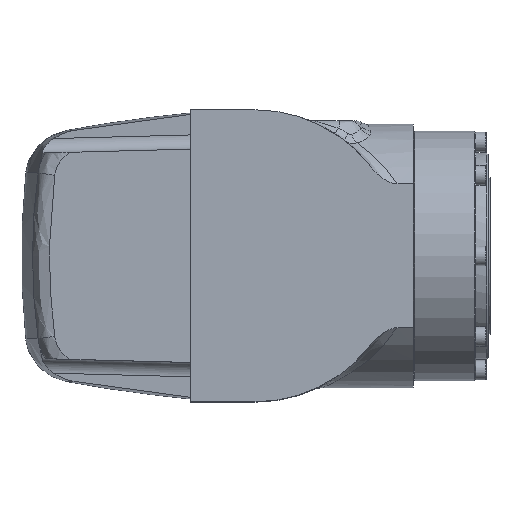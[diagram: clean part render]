
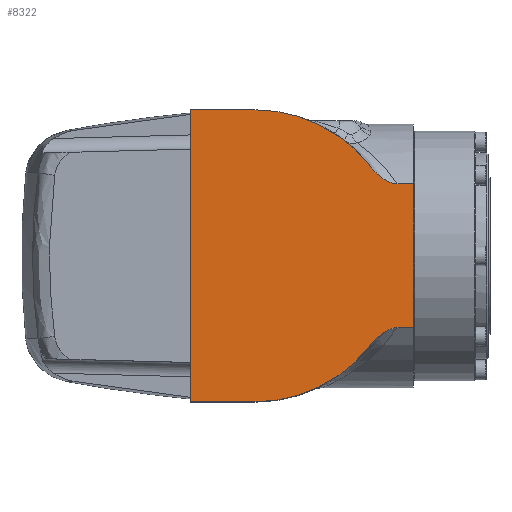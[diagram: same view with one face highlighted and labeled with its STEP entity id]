
A CAD part, top view. The second image highlights one B-rep face of the part: STEP entity #8322.
In plain terms, the highlighted planar face has unit normal (0, 0, 1).
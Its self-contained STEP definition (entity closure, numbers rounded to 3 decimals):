
#582 = DIRECTION ( 'NONE',  ( -1., 0., 0. ) ) ;
#614 = CARTESIAN_POINT ( 'NONE',  ( 0., 41., 31. ) ) ;
#658 = VECTOR ( 'NONE', #7591, 1000. ) ;
#693 = CARTESIAN_POINT ( 'NONE',  ( 44.5, 20.199, 31. ) ) ;
#781 = LINE ( 'NONE', #7620, #910 ) ;
#822 = VERTEX_POINT ( 'NONE', #10569 ) ;
#910 = VECTOR ( 'NONE', #9605, 1000. ) ;
#1099 = VECTOR ( 'NONE', #7535, 1000. ) ;
#1128 = LINE ( 'NONE', #7554, #1099 ) ;
#1162 = EDGE_CURVE ( 'NONE', #4520, #13229, #1128, .T. ) ;
#1259 = ORIENTED_EDGE ( 'NONE', *, *, #10659, .T. ) ;
#1272 = EDGE_CURVE ( 'NONE', #6550, #4520, #781, .T. ) ;
#1508 = ORIENTED_EDGE ( 'NONE', *, *, #8435, .T. ) ;
#1527 = ORIENTED_EDGE ( 'NONE', *, *, #12040, .T. ) ;
#1573 = AXIS2_PLACEMENT_3D ( 'NONE', #5581, #5579, #5560 ) ;
#1782 = DIRECTION ( 'NONE',  ( -1., 0., 0. ) ) ;
#1797 = DIRECTION ( 'NONE',  ( 0., 0., 1. ) ) ;
#1819 = CARTESIAN_POINT ( 'NONE',  ( 0., 0., 31. ) ) ;
#2595 = DIRECTION ( 'NONE',  ( 1., 0., 0. ) ) ;
#2609 = DIRECTION ( 'NONE',  ( 0., 0., 1. ) ) ;
#2702 = CARTESIAN_POINT ( 'NONE',  ( 0., 0., 31. ) ) ;
#2813 = PLANE ( 'NONE',  #4432 ) ;
#2941 = LINE ( 'NONE', #614, #10012 ) ;
#2995 = VECTOR ( 'NONE', #4334, 1000. ) ;
#3023 = EDGE_CURVE ( 'NONE', #13229, #11655, #3160, .T. ) ;
#3160 = LINE ( 'NONE', #4387, #2995 ) ;
#3329 = EDGE_CURVE ( 'NONE', #5695, #6550, #10525, .T. ) ;
#3442 = CIRCLE ( 'NONE', #3766, 41. ) ;
#3766 = AXIS2_PLACEMENT_3D ( 'NONE', #1819, #1797, #1782 ) ;
#3839 = VERTEX_POINT ( 'NONE', #5781 ) ;
#3877 = FACE_OUTER_BOUND ( 'NONE', #4505, .T. ) ;
#4048 = ORIENTED_EDGE ( 'NONE', *, *, #3329, .T. ) ;
#4334 = DIRECTION ( 'NONE',  ( -1., 0., 0. ) ) ;
#4387 = CARTESIAN_POINT ( 'NONE',  ( 0., 20.199, 31. ) ) ;
#4432 = AXIS2_PLACEMENT_3D ( 'NONE', #2702, #2609, #2595 ) ;
#4505 = EDGE_LOOP ( 'NONE', ( #12341, #11703, #1259, #1527, #1508, #4048, #5027, #6332, #6292, #8001 ) ) ;
#4520 = VERTEX_POINT ( 'NONE', #8245 ) ;
#4681 = B_SPLINE_CURVE_WITH_KNOTS ( 'NONE', 3,
 ( #8749, #8738, #8626, #8623, #8605, #8604, #8586, #8572, #8569, #8552, #8550, #8532, #8522, #8520 ),
 .UNSPECIFIED., .F., .F.,
 ( 4, 2, 2, 2, 2, 2, 4 ),
 ( 0., 0.001, 0.002, 0.005, 0.006, 0.007, 0.009 ),
 .UNSPECIFIED. ) ;
#5027 = ORIENTED_EDGE ( 'NONE', *, *, #1272, .T. ) ;
#5560 = DIRECTION ( 'NONE',  ( -1., 0., 0. ) ) ;
#5579 = DIRECTION ( 'NONE',  ( 0., 0., 1. ) ) ;
#5581 = CARTESIAN_POINT ( 'NONE',  ( 0., 0., 31. ) ) ;
#5695 = VERTEX_POINT ( 'NONE', #9826 ) ;
#5722 = VERTEX_POINT ( 'NONE', #6191 ) ;
#5781 = CARTESIAN_POINT ( 'NONE',  ( -18., -41., 31. ) ) ;
#6191 = CARTESIAN_POINT ( 'NONE',  ( 0., -41., 31. ) ) ;
#6272 = CARTESIAN_POINT ( 'NONE',  ( 0., 41., 31. ) ) ;
#6292 = ORIENTED_EDGE ( 'NONE', *, *, #3023, .T. ) ;
#6332 = ORIENTED_EDGE ( 'NONE', *, *, #1162, .T. ) ;
#6550 = VERTEX_POINT ( 'NONE', #10539 ) ;
#6972 = CARTESIAN_POINT ( 'NONE',  ( -18., 41., 31. ) ) ;
#7210 = CIRCLE ( 'NONE', #1573, 41. ) ;
#7415 = LINE ( 'NONE', #10108, #12443 ) ;
#7450 = EDGE_CURVE ( 'NONE', #11655, #822, #4681, .T. ) ;
#7535 = DIRECTION ( 'NONE',  ( 0., 1., 0. ) ) ;
#7554 = CARTESIAN_POINT ( 'NONE',  ( 44.5, 0., 31. ) ) ;
#7589 = CARTESIAN_POINT ( 'NONE',  ( 0., -41., 31. ) ) ;
#7591 = DIRECTION ( 'NONE',  ( 1., 0., 0. ) ) ;
#7620 = CARTESIAN_POINT ( 'NONE',  ( 0., -20.199, 31. ) ) ;
#7773 = EDGE_CURVE ( 'NONE', #822, #12333, #7210, .T. ) ;
#8001 = ORIENTED_EDGE ( 'NONE', *, *, #7450, .T. ) ;
#8245 = CARTESIAN_POINT ( 'NONE',  ( 44.5, -20.199, 31. ) ) ;
#8322 = ADVANCED_FACE ( 'NONE', ( #3877 ), #2813, .T. ) ;
#8435 = EDGE_CURVE ( 'NONE', #5722, #5695, #3442, .T. ) ;
#8513 = EDGE_CURVE ( 'NONE', #12333, #13160, #2941, .T. ) ;
#8520 = CARTESIAN_POINT ( 'NONE',  ( 32.297, 25.257, 31. ) ) ;
#8522 = CARTESIAN_POINT ( 'NONE',  ( 32.779, 24.64, 31. ) ) ;
#8532 = CARTESIAN_POINT ( 'NONE',  ( 33.299, 24.06, 31. ) ) ;
#8550 = CARTESIAN_POINT ( 'NONE',  ( 34.132, 23.242, 31. ) ) ;
#8552 = CARTESIAN_POINT ( 'NONE',  ( 34.418, 22.978, 31. ) ) ;
#8569 = CARTESIAN_POINT ( 'NONE',  ( 35.009, 22.468, 31. ) ) ;
#8572 = CARTESIAN_POINT ( 'NONE',  ( 35.316, 22.223, 31. ) ) ;
#8586 = CARTESIAN_POINT ( 'NONE',  ( 36.257, 21.525, 31. ) ) ;
#8604 = CARTESIAN_POINT ( 'NONE',  ( 36.914, 21.11, 31. ) ) ;
#8605 = CARTESIAN_POINT ( 'NONE',  ( 37.977, 20.614, 31. ) ) ;
#8623 = CARTESIAN_POINT ( 'NONE',  ( 38.347, 20.471, 31. ) ) ;
#8626 = CARTESIAN_POINT ( 'NONE',  ( 39.097, 20.265, 31. ) ) ;
#8738 = CARTESIAN_POINT ( 'NONE',  ( 39.481, 20.199, 31. ) ) ;
#8749 = CARTESIAN_POINT ( 'NONE',  ( 39.878, 20.199, 31. ) ) ;
#9605 = DIRECTION ( 'NONE',  ( 1., 0., 0. ) ) ;
#9618 = LINE ( 'NONE', #7589, #658 ) ;
#9826 = CARTESIAN_POINT ( 'NONE',  ( 32.297, -25.257, 31. ) ) ;
#9848 = CARTESIAN_POINT ( 'NONE',  ( 39.878, 20.199, 31. ) ) ;
#10012 = VECTOR ( 'NONE', #582, 1000. ) ;
#10094 = DIRECTION ( 'NONE',  ( 0., -1., 0. ) ) ;
#10108 = CARTESIAN_POINT ( 'NONE',  ( -18., -41., 31. ) ) ;
#10525 = B_SPLINE_CURVE_WITH_KNOTS ( 'NONE', 3,
 ( #11804, #12142, #11843, #11758, #11760, #11709, #11732, #11712, #11682, #11660, #11664, #11616, #11631, #11606, #11614, #11589 ),
 .UNSPECIFIED., .F., .F.,
 ( 4, 2, 2, 2, 2, 2, 2, 4 ),
 ( 0., 0.002, 0.005, 0.006, 0.007, 0.008, 0.008, 0.009 ),
 .UNSPECIFIED. ) ;
#10539 = CARTESIAN_POINT ( 'NONE',  ( 39.878, -20.199, 31. ) ) ;
#10569 = CARTESIAN_POINT ( 'NONE',  ( 32.297, 25.257, 31. ) ) ;
#10659 = EDGE_CURVE ( 'NONE', #13160, #3839, #7415, .T. ) ;
#11589 = CARTESIAN_POINT ( 'NONE',  ( 39.878, -20.199, 31. ) ) ;
#11606 = CARTESIAN_POINT ( 'NONE',  ( 39.099, -20.265, 31. ) ) ;
#11614 = CARTESIAN_POINT ( 'NONE',  ( 39.483, -20.199, 31. ) ) ;
#11616 = CARTESIAN_POINT ( 'NONE',  ( 38.345, -20.482, 31. ) ) ;
#11631 = CARTESIAN_POINT ( 'NONE',  ( 38.532, -20.42, 31. ) ) ;
#11655 = VERTEX_POINT ( 'NONE', #9848 ) ;
#11660 = CARTESIAN_POINT ( 'NONE',  ( 37.8, -20.697, 31. ) ) ;
#11664 = CARTESIAN_POINT ( 'NONE',  ( 37.979, -20.62, 31. ) ) ;
#11682 = CARTESIAN_POINT ( 'NONE',  ( 37.272, -20.943, 31. ) ) ;
#11703 = ORIENTED_EDGE ( 'NONE', *, *, #8513, .T. ) ;
#11709 = CARTESIAN_POINT ( 'NONE',  ( 35.946, -21.756, 31. ) ) ;
#11712 = CARTESIAN_POINT ( 'NONE',  ( 36.932, -21.129, 31. ) ) ;
#11732 = CARTESIAN_POINT ( 'NONE',  ( 36.269, -21.535, 31. ) ) ;
#11758 = CARTESIAN_POINT ( 'NONE',  ( 34.414, -22.964, 31. ) ) ;
#11760 = CARTESIAN_POINT ( 'NONE',  ( 35.004, -22.453, 31. ) ) ;
#11804 = CARTESIAN_POINT ( 'NONE',  ( 32.297, -25.257, 31. ) ) ;
#11843 = CARTESIAN_POINT ( 'NONE',  ( 33.299, -24.06, 31. ) ) ;
#12040 = EDGE_CURVE ( 'NONE', #3839, #5722, #9618, .T. ) ;
#12142 = CARTESIAN_POINT ( 'NONE',  ( 32.778, -24.641, 31. ) ) ;
#12333 = VERTEX_POINT ( 'NONE', #6272 ) ;
#12341 = ORIENTED_EDGE ( 'NONE', *, *, #7773, .T. ) ;
#12443 = VECTOR ( 'NONE', #10094, 1000. ) ;
#13160 = VERTEX_POINT ( 'NONE', #6972 ) ;
#13229 = VERTEX_POINT ( 'NONE', #693 ) ;
